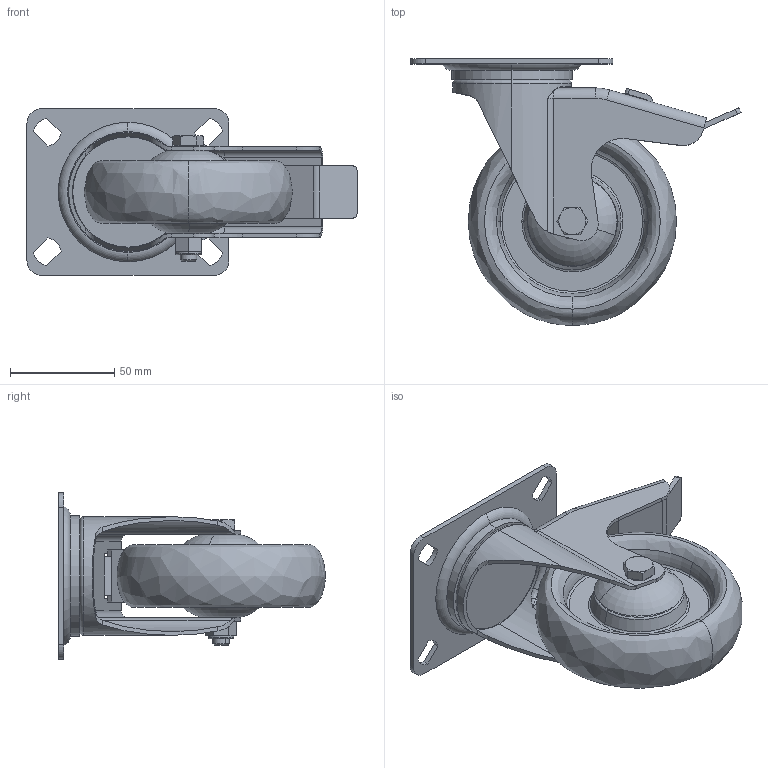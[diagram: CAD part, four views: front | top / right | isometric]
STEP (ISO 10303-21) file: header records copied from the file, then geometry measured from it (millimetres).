
FILE_DESCRIPTION (( 'STEP AP214' ), '1' );
FILE_NAME ('0025012.step', '2021-05-05T11:56:21', ( 'Windows-Benutzer' ), ( '' ), 'SwSTEP 2.0', 'SolidWorks 2020', '' );
FILE_SCHEMA (( 'AUTOMOTIVE_DESIGN' ));
Length unit declared in the file: millimetre
Products named in the file (1): 0025012
Bounding box: 158.5 x 127.96 x 80 mm (x, y, z)
Volume: 214945.5 mm3; surface area: 109090.1 mm2
Topology: 8 solids, 8 shells, 314 faces, 732 edges, 448 vertices
Faces by surface type: plane 103, cylinder 87, torus 76, cone 34, bspline 14
Entity records: 13019 total; most frequent: CARTESIAN_POINT 2137, DIRECTION 1656, ORIENTED_EDGE 1456, EDGE_CURVE 728, AXIS2_PLACEMENT_3D 683, VERTEX_POINT 448, CIRCLE 382, EDGE_LOOP 356
